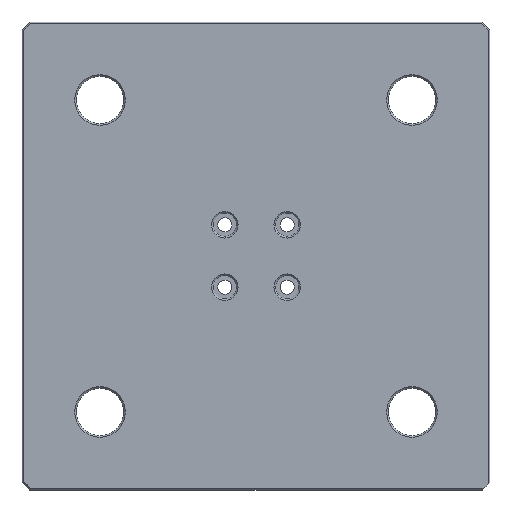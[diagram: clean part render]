
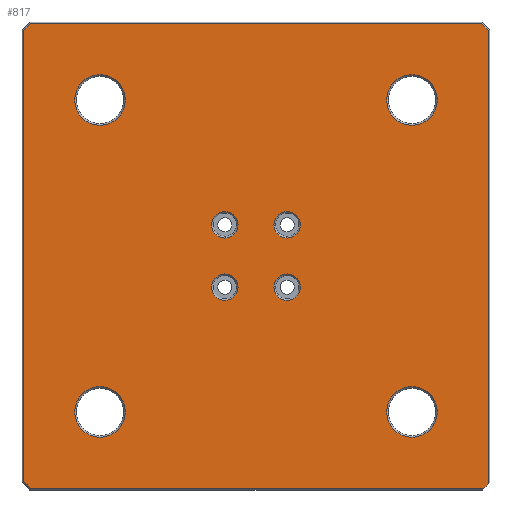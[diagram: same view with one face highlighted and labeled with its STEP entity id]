
A CAD part, top view. The second image highlights one B-rep face of the part: STEP entity #817.
In plain terms, the highlighted planar face has unit normal (0, 0, 1).
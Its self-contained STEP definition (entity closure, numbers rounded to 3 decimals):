
#58=LINE($,#1343,#113);
#59=LINE($,#1345,#114);
#60=LINE($,#1347,#115);
#61=LINE($,#1349,#116);
#62=LINE($,#1351,#117);
#63=LINE($,#1353,#118);
#64=LINE($,#1355,#119);
#65=LINE($,#1356,#120);
#113=VECTOR($,#1101,290.586);
#114=VECTOR($,#1102,6.243);
#115=VECTOR($,#1103,289.172);
#116=VECTOR($,#1104,6.243);
#117=VECTOR($,#1105,289.172);
#118=VECTOR($,#1106,6.243);
#119=VECTOR($,#1107,290.586);
#120=VECTOR($,#1108,4.243);
#148=PLANE($,#903);
#190=FACE_BOUND($,#324,.T.);
#191=FACE_BOUND($,#325,.T.);
#192=FACE_BOUND($,#326,.T.);
#193=FACE_BOUND($,#327,.T.);
#194=FACE_BOUND($,#328,.T.);
#195=FACE_BOUND($,#329,.T.);
#196=FACE_BOUND($,#330,.T.);
#197=FACE_BOUND($,#331,.T.);
#198=FACE_BOUND($,#332,.T.);
#324=EDGE_LOOP($,(#679));
#325=EDGE_LOOP($,(#680));
#326=EDGE_LOOP($,(#681));
#327=EDGE_LOOP($,(#682));
#328=EDGE_LOOP($,(#683,#684,#685,#686,#687,#688,#689,#690));
#329=EDGE_LOOP($,(#691));
#330=EDGE_LOOP($,(#692));
#331=EDGE_LOOP($,(#693));
#332=EDGE_LOOP($,(#694));
#399=CIRCLE($,#902,8.5);
#400=CIRCLE($,#904,16.188);
#401=CIRCLE($,#905,16.188);
#402=CIRCLE($,#906,16.188);
#403=CIRCLE($,#907,16.188);
#404=CIRCLE($,#908,8.5);
#405=CIRCLE($,#909,8.5);
#406=CIRCLE($,#910,8.5);
#460=VERTEX_POINT($,#1330);
#461=VERTEX_POINT($,#1333);
#462=VERTEX_POINT($,#1335);
#463=VERTEX_POINT($,#1337);
#464=VERTEX_POINT($,#1339);
#465=VERTEX_POINT($,#1341);
#466=VERTEX_POINT($,#1342);
#467=VERTEX_POINT($,#1344);
#468=VERTEX_POINT($,#1346);
#469=VERTEX_POINT($,#1348);
#470=VERTEX_POINT($,#1350);
#471=VERTEX_POINT($,#1352);
#472=VERTEX_POINT($,#1354);
#473=VERTEX_POINT($,#1357);
#474=VERTEX_POINT($,#1359);
#475=VERTEX_POINT($,#1361);
#544=EDGE_CURVE($,#460,#460,#399,.T.);
#545=EDGE_CURVE($,#461,#461,#400,.T.);
#546=EDGE_CURVE($,#462,#462,#401,.T.);
#547=EDGE_CURVE($,#463,#463,#402,.T.);
#548=EDGE_CURVE($,#464,#464,#403,.T.);
#549=EDGE_CURVE($,#465,#466,#58,.T.);
#550=EDGE_CURVE($,#467,#465,#59,.T.);
#551=EDGE_CURVE($,#468,#467,#60,.T.);
#552=EDGE_CURVE($,#469,#468,#61,.T.);
#553=EDGE_CURVE($,#470,#469,#62,.T.);
#554=EDGE_CURVE($,#471,#470,#63,.T.);
#555=EDGE_CURVE($,#472,#471,#64,.T.);
#556=EDGE_CURVE($,#466,#472,#65,.T.);
#557=EDGE_CURVE($,#473,#473,#404,.T.);
#558=EDGE_CURVE($,#474,#474,#405,.T.);
#559=EDGE_CURVE($,#475,#475,#406,.T.);
#679=ORIENTED_EDGE($,*,*,#545,.F.);
#680=ORIENTED_EDGE($,*,*,#546,.F.);
#681=ORIENTED_EDGE($,*,*,#547,.F.);
#682=ORIENTED_EDGE($,*,*,#548,.F.);
#683=ORIENTED_EDGE($,*,*,#549,.F.);
#684=ORIENTED_EDGE($,*,*,#550,.F.);
#685=ORIENTED_EDGE($,*,*,#551,.F.);
#686=ORIENTED_EDGE($,*,*,#552,.F.);
#687=ORIENTED_EDGE($,*,*,#553,.F.);
#688=ORIENTED_EDGE($,*,*,#554,.F.);
#689=ORIENTED_EDGE($,*,*,#555,.F.);
#690=ORIENTED_EDGE($,*,*,#556,.F.);
#691=ORIENTED_EDGE($,*,*,#557,.F.);
#692=ORIENTED_EDGE($,*,*,#558,.F.);
#693=ORIENTED_EDGE($,*,*,#559,.F.);
#694=ORIENTED_EDGE($,*,*,#544,.F.);
#817=ADVANCED_FACE($,(#190,#191,#192,#193,#194,#195,#196,#197,#198),#148,
 .T.);
#902=AXIS2_PLACEMENT_3D($,#1331,#1089,#1090);
#903=AXIS2_PLACEMENT_3D($,#1332,#1091,#1092);
#904=AXIS2_PLACEMENT_3D($,#1334,#1093,#1094);
#905=AXIS2_PLACEMENT_3D($,#1336,#1095,#1096);
#906=AXIS2_PLACEMENT_3D($,#1338,#1097,#1098);
#907=AXIS2_PLACEMENT_3D($,#1340,#1099,#1100);
#908=AXIS2_PLACEMENT_3D($,#1358,#1109,#1110);
#909=AXIS2_PLACEMENT_3D($,#1360,#1111,#1112);
#910=AXIS2_PLACEMENT_3D($,#1362,#1113,#1114);
#1089=DIRECTION('center_axis',(0.,0.,1.));
#1090=DIRECTION('ref_axis',(-1.,0.,0.));
#1091=DIRECTION('center_axis',(0.,0.,1.));
#1092=DIRECTION('ref_axis',(1.,0.,0.));
#1093=DIRECTION('center_axis',(0.,0.,1.));
#1094=DIRECTION('ref_axis',(-1.,0.,0.));
#1095=DIRECTION('center_axis',(0.,0.,1.));
#1096=DIRECTION('ref_axis',(-1.,0.,0.));
#1097=DIRECTION('center_axis',(0.,0.,1.));
#1098=DIRECTION('ref_axis',(-1.,0.,0.));
#1099=DIRECTION('center_axis',(0.,0.,1.));
#1100=DIRECTION('ref_axis',(-1.,0.,0.));
#1101=DIRECTION($,(0.,-1.,0.));
#1102=DIRECTION($,(0.707,-0.707,0.));
#1103=DIRECTION($,(1.,0.,0.));
#1104=DIRECTION($,(0.707,0.707,0.));
#1105=DIRECTION($,(0.,1.,0.));
#1106=DIRECTION($,(-0.707,0.707,0.));
#1107=DIRECTION($,(-1.,0.,0.));
#1108=DIRECTION($,(-0.707,-0.707,0.));
#1109=DIRECTION('center_axis',(0.,0.,1.));
#1110=DIRECTION('ref_axis',(-1.,0.,0.));
#1111=DIRECTION('center_axis',(0.,0.,1.));
#1112=DIRECTION('ref_axis',(-1.,0.,0.));
#1113=DIRECTION('center_axis',(0.,0.,1.));
#1114=DIRECTION('ref_axis',(-1.,0.,0.));
#1330=CARTESIAN_POINT('',(150.056,-111.569,20.));
#1331=CARTESIAN_POINT('Origin',(141.556,-111.569,20.));
#1332=CARTESIAN_POINT('Origin',(121.556,-131.569,20.));
#1333=CARTESIAN_POINT('',(37.744,-231.569,20.));
#1334=CARTESIAN_POINT('Origin',(21.556,-231.569,20.));
#1335=CARTESIAN_POINT('',(37.744,-31.569,20.));
#1336=CARTESIAN_POINT('Origin',(21.556,-31.569,20.));
#1337=CARTESIAN_POINT('',(237.744,-31.569,20.));
#1338=CARTESIAN_POINT('Origin',(221.556,-31.569,20.));
#1339=CARTESIAN_POINT('',(237.744,-231.569,20.));
#1340=CARTESIAN_POINT('Origin',(221.556,-231.569,20.));
#1341=CARTESIAN_POINT('',(270.556,13.017,20.));
#1342=CARTESIAN_POINT('',(270.556,-277.569,20.));
#1343=CARTESIAN_POINT($,(270.556,-56.569,20.));
#1344=CARTESIAN_POINT('',(266.142,17.431,20.));
#1345=CARTESIAN_POINT($,(268.349,15.224,20.));
#1346=CARTESIAN_POINT('',(-23.03,17.431,20.));
#1347=CARTESIAN_POINT($,(46.556,17.431,20.));
#1348=CARTESIAN_POINT('',(-27.444,13.017,20.));
#1349=CARTESIAN_POINT($,(-25.237,15.224,20.));
#1350=CARTESIAN_POINT('',(-27.444,-276.155,20.));
#1351=CARTESIAN_POINT($,(-27.444,-206.569,20.));
#1352=CARTESIAN_POINT('',(-23.03,-280.569,20.));
#1353=CARTESIAN_POINT($,(-25.237,-278.362,20.));
#1354=CARTESIAN_POINT('',(267.556,-280.569,20.));
#1355=CARTESIAN_POINT($,(196.556,-280.569,20.));
#1356=CARTESIAN_POINT($,(269.056,-279.069,20.));
#1357=CARTESIAN_POINT('',(150.056,-151.569,20.));
#1358=CARTESIAN_POINT('Origin',(141.556,-151.569,20.));
#1359=CARTESIAN_POINT('',(110.056,-111.569,20.));
#1360=CARTESIAN_POINT('Origin',(101.556,-111.569,20.));
#1361=CARTESIAN_POINT('',(110.056,-151.569,20.));
#1362=CARTESIAN_POINT('Origin',(101.556,-151.569,20.));
